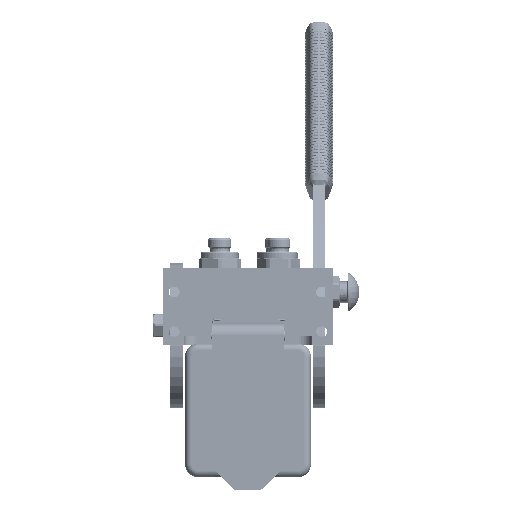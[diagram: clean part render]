
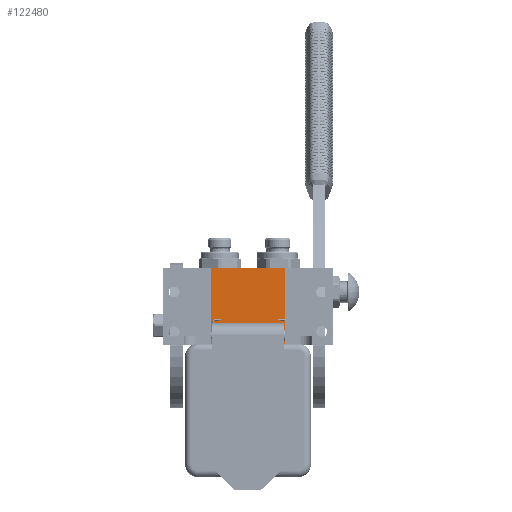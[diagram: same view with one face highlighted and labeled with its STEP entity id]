
A CAD part, left-side view. The second image highlights one B-rep face of the part: STEP entity #122480.
In plain terms, the highlighted face is planar.
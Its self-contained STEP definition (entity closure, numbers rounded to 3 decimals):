
#6412 = VECTOR ( 'NONE', #135863, 1000. ) ;
#13124 = CARTESIAN_POINT ( 'NONE',  ( -29., 60.2, -107.5 ) ) ;
#23620 = DIRECTION ( 'NONE',  ( -1., 0., 0. ) ) ;
#26895 = CARTESIAN_POINT ( 'NONE',  ( 29., 0., -107.5 ) ) ;
#27305 = DIRECTION ( 'NONE',  ( -1., 0., 0. ) ) ;
#27971 = ORIENTED_EDGE ( 'NONE', *, *, #66508, .T. ) ;
#30318 = LINE ( 'NONE', #81587, #95773 ) ;
#32028 = AXIS2_PLACEMENT_3D ( 'NONE', #37758, #160344, #23620 ) ;
#36640 = EDGE_CURVE ( 'NONE', #148278, #136744, #30318, .T. ) ;
#37758 = CARTESIAN_POINT ( 'NONE',  ( 29., 0., -107.5 ) ) ;
#41615 = EDGE_LOOP ( 'NONE', ( #27971, #117267, #110719, #170372 ) ) ;
#46823 = DIRECTION ( 'NONE',  ( 0., 1., 0. ) ) ;
#51376 = PLANE ( 'NONE',  #32028 ) ;
#66508 = EDGE_CURVE ( 'NONE', #72948, #136744, #167312, .T. ) ;
#72948 = VERTEX_POINT ( 'NONE', #132130 ) ;
#81587 = CARTESIAN_POINT ( 'NONE',  ( 29., 60.2, -107.5 ) ) ;
#82911 = CARTESIAN_POINT ( 'NONE',  ( 29., 0., -107.5 ) ) ;
#87472 = LINE ( 'NONE', #127566, #91679 ) ;
#91679 = VECTOR ( 'NONE', #46823, 1000. ) ;
#93230 = EDGE_CURVE ( 'NONE', #123092, #72948, #156130, .T. ) ;
#95773 = VECTOR ( 'NONE', #27305, 1000. ) ;
#102755 = CARTESIAN_POINT ( 'NONE',  ( -29., 0., -107.5 ) ) ;
#103333 = DIRECTION ( 'NONE',  ( 0., 1., 0. ) ) ;
#104759 = EDGE_CURVE ( 'NONE', #123092, #148278, #87472, .T. ) ;
#110719 = ORIENTED_EDGE ( 'NONE', *, *, #104759, .F. ) ;
#117267 = ORIENTED_EDGE ( 'NONE', *, *, #36640, .F. ) ;
#122480 = ADVANCED_FACE ( 'NONE', ( #157441 ), #51376, .T. ) ;
#123092 = VERTEX_POINT ( 'NONE', #82911 ) ;
#127566 = CARTESIAN_POINT ( 'NONE',  ( 29., 0., -107.5 ) ) ;
#131451 = VECTOR ( 'NONE', #103333, 1000. ) ;
#132130 = CARTESIAN_POINT ( 'NONE',  ( -29., 0., -107.5 ) ) ;
#135863 = DIRECTION ( 'NONE',  ( -1., 0., 0. ) ) ;
#136744 = VERTEX_POINT ( 'NONE', #13124 ) ;
#148278 = VERTEX_POINT ( 'NONE', #159158 ) ;
#156130 = LINE ( 'NONE', #26895, #6412 ) ;
#157441 = FACE_OUTER_BOUND ( 'NONE', #41615, .T. ) ;
#159158 = CARTESIAN_POINT ( 'NONE',  ( 29., 60.2, -107.5 ) ) ;
#160344 = DIRECTION ( 'NONE',  ( 0., 0., -1. ) ) ;
#167312 = LINE ( 'NONE', #102755, #131451 ) ;
#170372 = ORIENTED_EDGE ( 'NONE', *, *, #93230, .T. ) ;
